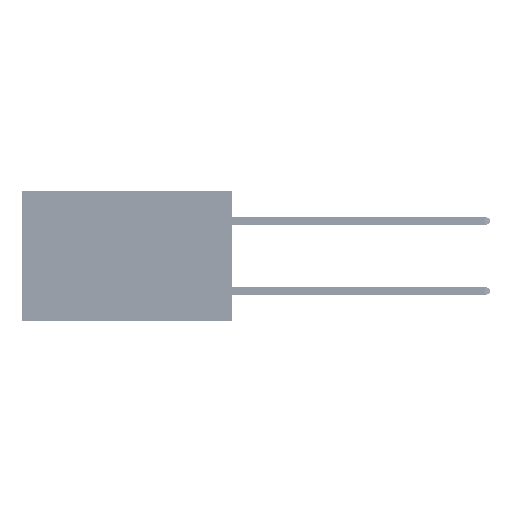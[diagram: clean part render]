
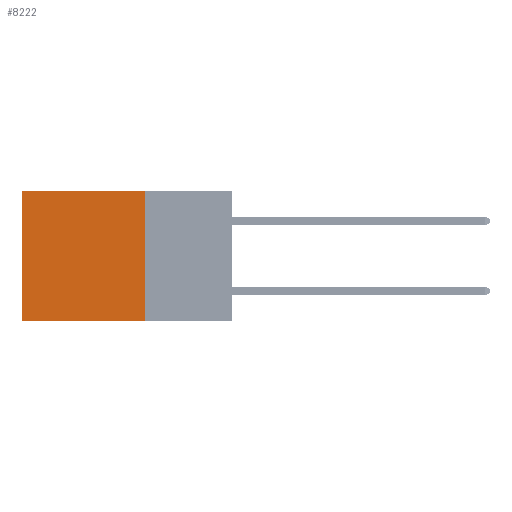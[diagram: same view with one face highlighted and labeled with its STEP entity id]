
A CAD part, left-side view. The second image highlights one B-rep face of the part: STEP entity #8222.
In plain terms, the highlighted planar face has unit normal (-1, 0, 0).
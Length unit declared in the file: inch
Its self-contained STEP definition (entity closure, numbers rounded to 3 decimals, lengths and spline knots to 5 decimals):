
#4001 = VERTEX_POINT ( 'NONE', #18280 ) ;
#7541 = EDGE_CURVE ( 'NONE', #4001, #11579, #12451, .T. ) ;
#8222 = ADVANCED_FACE ( 'NONE', ( #36547 ), #9519, .F. ) ;
#8612 = ORIENTED_EDGE ( 'NONE', *, *, #41980, .F. ) ;
#9519 = PLANE ( 'NONE',  #32282 ) ;
#11074 = CARTESIAN_POINT ( 'NONE',  ( 0.2875, 0.6, 0. ) ) ;
#11239 = ORIENTED_EDGE ( 'NONE', *, *, #7541, .F. ) ;
#11579 = VERTEX_POINT ( 'NONE', #16631 ) ;
#12387 = ORIENTED_EDGE ( 'NONE', *, *, #40732, .T. ) ;
#12451 = LINE ( 'NONE', #48162, #18255 ) ;
#13211 = DIRECTION ( 'NONE',  ( 0., 1., 0. ) ) ;
#13716 = LINE ( 'NONE', #25308, #24805 ) ;
#16336 = CARTESIAN_POINT ( 'NONE',  ( 0.2875, 0.6, 0. ) ) ;
#16631 = CARTESIAN_POINT ( 'NONE',  ( 0.2875, 0.6, -0.37 ) ) ;
#18255 = VECTOR ( 'NONE', #19661, 39.37008 ) ;
#18280 = CARTESIAN_POINT ( 'NONE',  ( 0.2875, 0.25, -0.37 ) ) ;
#19046 = LINE ( 'NONE', #11074, #48701 ) ;
#19661 = DIRECTION ( 'NONE',  ( 0., 1., 0. ) ) ;
#24805 = VECTOR ( 'NONE', #13211, 39.37008 ) ;
#24825 = LINE ( 'NONE', #25840, #31540 ) ;
#25308 = CARTESIAN_POINT ( 'NONE',  ( 0.2875, 0.25, 0. ) ) ;
#25840 = CARTESIAN_POINT ( 'NONE',  ( 0.2875, 0.25, 0. ) ) ;
#28003 = VERTEX_POINT ( 'NONE', #16336 ) ;
#28839 = DIRECTION ( 'NONE',  ( 1., 0., 0. ) ) ;
#31540 = VECTOR ( 'NONE', #32534, 39.37008 ) ;
#32282 = AXIS2_PLACEMENT_3D ( 'NONE', #48346, #28839, #36298 ) ;
#32534 = DIRECTION ( 'NONE',  ( 0., 0., -1. ) ) ;
#36298 = DIRECTION ( 'NONE',  ( 0., 0., -1. ) ) ;
#36547 = FACE_OUTER_BOUND ( 'NONE', #46065, .T. ) ;
#37579 = EDGE_CURVE ( 'NONE', #42131, #28003, #13716, .T. ) ;
#39712 = ORIENTED_EDGE ( 'NONE', *, *, #37579, .T. ) ;
#40732 = EDGE_CURVE ( 'NONE', #28003, #11579, #19046, .T. ) ;
#41980 = EDGE_CURVE ( 'NONE', #42131, #4001, #24825, .T. ) ;
#42131 = VERTEX_POINT ( 'NONE', #50467 ) ;
#46065 = EDGE_LOOP ( 'NONE', ( #12387, #11239, #8612, #39712 ) ) ;
#48162 = CARTESIAN_POINT ( 'NONE',  ( 0.2875, 0.25, -0.37 ) ) ;
#48346 = CARTESIAN_POINT ( 'NONE',  ( 0.2875, 0.25, 0. ) ) ;
#48701 = VECTOR ( 'NONE', #50647, 39.37008 ) ;
#50467 = CARTESIAN_POINT ( 'NONE',  ( 0.2875, 0.25, 0. ) ) ;
#50647 = DIRECTION ( 'NONE',  ( 0., 0., -1. ) ) ;
